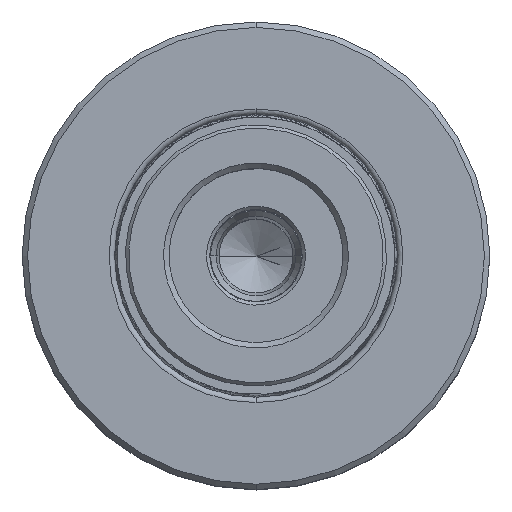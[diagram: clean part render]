
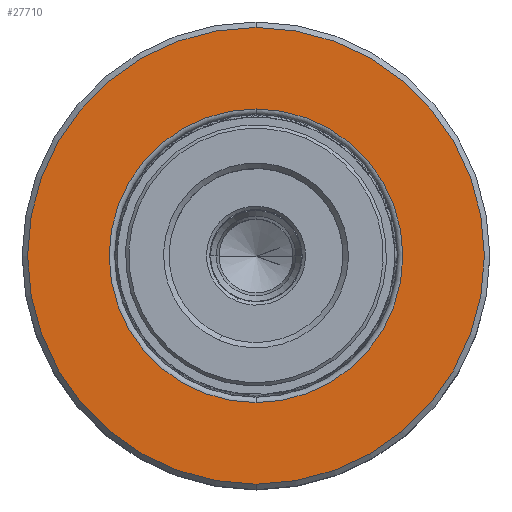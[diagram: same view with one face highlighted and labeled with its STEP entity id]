
A CAD part, top view. The second image highlights one B-rep face of the part: STEP entity #27710.
In plain terms, the highlighted face is planar.
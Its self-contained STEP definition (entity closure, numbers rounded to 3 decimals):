
#1037 = FACE_OUTER_BOUND ( 'NONE', #32620, .T. ) ;
#1155 = AXIS2_PLACEMENT_3D ( 'NONE', #1725, #16472, #7859 ) ;
#1200 = EDGE_LOOP ( 'NONE', ( #8758, #34136 ) ) ;
#1725 = CARTESIAN_POINT ( 'NONE',  ( 21., 10.687, 0. ) ) ;
#2108 = VERTEX_POINT ( 'NONE', #17769 ) ;
#3361 = DIRECTION ( 'NONE',  ( 0., -1., 0. ) ) ;
#4563 = CARTESIAN_POINT ( 'NONE',  ( 0., 10.687, -21. ) ) ;
#5462 = CARTESIAN_POINT ( 'NONE',  ( 0., 10.687, 0. ) ) ;
#6147 = CIRCLE ( 'NONE', #17130, 13.5 ) ;
#7859 = DIRECTION ( 'NONE',  ( 0., 0., 1. ) ) ;
#8758 = ORIENTED_EDGE ( 'NONE', *, *, #17886, .T. ) ;
#9443 = CARTESIAN_POINT ( 'NONE',  ( 0., 10.687, -13.5 ) ) ;
#10736 = ORIENTED_EDGE ( 'NONE', *, *, #27463, .F. ) ;
#11327 = AXIS2_PLACEMENT_3D ( 'NONE', #30011, #26777, #15783 ) ;
#11523 = EDGE_CURVE ( 'NONE', #31755, #2108, #26006, .T. ) ;
#12141 = CARTESIAN_POINT ( 'NONE',  ( 0., 10.687, 0. ) ) ;
#15783 = DIRECTION ( 'NONE',  ( 0., 0., -1. ) ) ;
#16472 = DIRECTION ( 'NONE',  ( 0., 1., 0. ) ) ;
#17130 = AXIS2_PLACEMENT_3D ( 'NONE', #12141, #17763, #20649 ) ;
#17165 = CARTESIAN_POINT ( 'NONE',  ( 0., 10.687, 13.5 ) ) ;
#17420 = ORIENTED_EDGE ( 'NONE', *, *, #11523, .F. ) ;
#17763 = DIRECTION ( 'NONE',  ( 0., -1., 0. ) ) ;
#17769 = CARTESIAN_POINT ( 'NONE',  ( 0., 10.687, 21. ) ) ;
#17886 = EDGE_CURVE ( 'NONE', #35344, #36078, #6147, .T. ) ;
#18024 = FACE_BOUND ( 'NONE', #1200, .T. ) ;
#18838 = PLANE ( 'NONE',  #1155 ) ;
#19473 = DIRECTION ( 'NONE',  ( 0., -1., 0. ) ) ;
#20649 = DIRECTION ( 'NONE',  ( 0., 0., -1. ) ) ;
#20716 = AXIS2_PLACEMENT_3D ( 'NONE', #5462, #19473, #22474 ) ;
#21481 = EDGE_CURVE ( 'NONE', #36078, #35344, #21717, .T. ) ;
#21717 = CIRCLE ( 'NONE', #20716, 13.5 ) ;
#22474 = DIRECTION ( 'NONE',  ( 0., 0., -1. ) ) ;
#26006 = CIRCLE ( 'NONE', #11327, 21. ) ;
#26777 = DIRECTION ( 'NONE',  ( 0., -1., 0. ) ) ;
#27404 = CIRCLE ( 'NONE', #36278, 21. ) ;
#27463 = EDGE_CURVE ( 'NONE', #2108, #31755, #27404, .T. ) ;
#27710 = ADVANCED_FACE ( 'NONE', ( #18024, #1037 ), #18838, .T. ) ;
#30011 = CARTESIAN_POINT ( 'NONE',  ( 0., 10.687, 0. ) ) ;
#31462 = CARTESIAN_POINT ( 'NONE',  ( 0., 10.687, 0. ) ) ;
#31755 = VERTEX_POINT ( 'NONE', #4563 ) ;
#32620 = EDGE_LOOP ( 'NONE', ( #17420, #10736 ) ) ;
#34136 = ORIENTED_EDGE ( 'NONE', *, *, #21481, .T. ) ;
#34298 = DIRECTION ( 'NONE',  ( 0., 0., -1. ) ) ;
#35344 = VERTEX_POINT ( 'NONE', #9443 ) ;
#36078 = VERTEX_POINT ( 'NONE', #17165 ) ;
#36278 = AXIS2_PLACEMENT_3D ( 'NONE', #31462, #3361, #34298 ) ;
